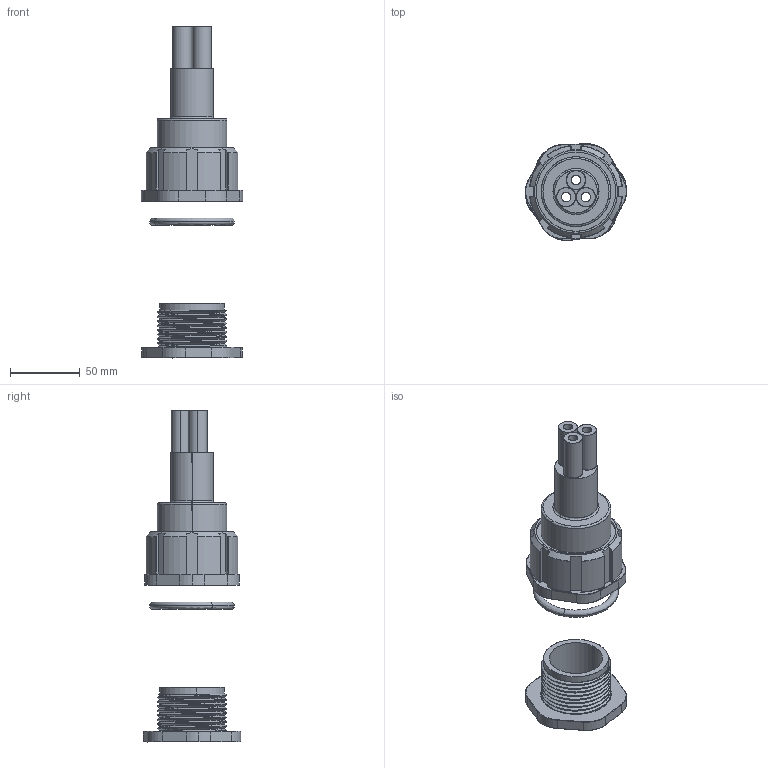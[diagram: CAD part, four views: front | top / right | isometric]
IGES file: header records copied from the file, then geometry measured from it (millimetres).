
Start section: SolidWorks IGES file using analytic representation for surfaces
Global section: file name: 4-NUS-3C.IGS; native system: SolidWorks 2020; preprocessor: SolidWorks 2020; author: office; date: 210601.132928; units: inch
Bounding box: 72.76 x 69.83 x 237.93 mm (x, y, z)
Surface area: 72151.7 mm2 (no closed solid volume)
Topology: 0 solids, 0 shells, 350 faces, 6506 edges, 6506 vertices
Faces by surface type: revolution 197, bspline 153
